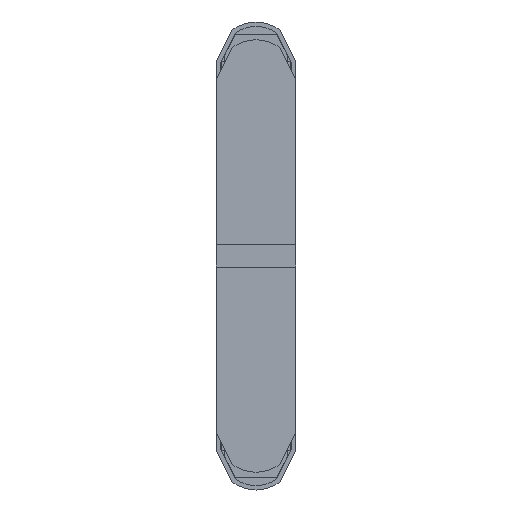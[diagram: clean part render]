
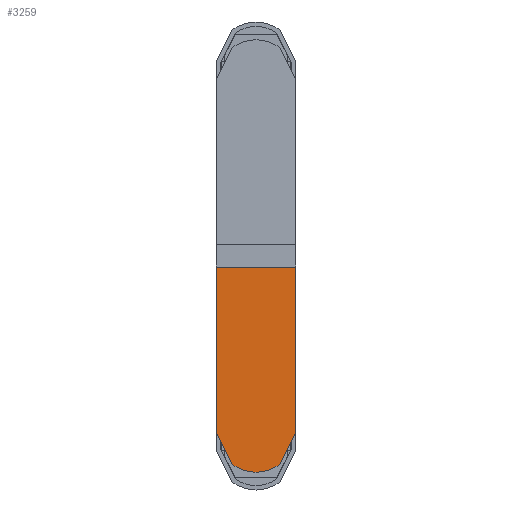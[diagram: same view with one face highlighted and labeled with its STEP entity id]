
A CAD part, front view. The second image highlights one B-rep face of the part: STEP entity #3259.
In plain terms, the highlighted planar face has unit normal (0, -1, 0).
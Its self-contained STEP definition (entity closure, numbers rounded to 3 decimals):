
#96 = LINE ( 'NONE', #3956, #4582 ) ;
#252 = CARTESIAN_POINT ( 'NONE',  ( 10.996, 0., -88.751 ) ) ;
#284 = CARTESIAN_POINT ( 'NONE',  ( 0., 0., -74.5 ) ) ;
#421 = CARTESIAN_POINT ( 'NONE',  ( 17.825, 0., 0. ) ) ;
#525 = VECTOR ( 'NONE', #3747, 1000. ) ;
#532 = LINE ( 'NONE', #2442, #4362 ) ;
#600 = DIRECTION ( 'NONE',  ( 0., 1., 0. ) ) ;
#680 = AXIS2_PLACEMENT_3D ( 'NONE', #4151, #4136, #1449 ) ;
#756 = LINE ( 'NONE', #4508, #525 ) ;
#815 = EDGE_CURVE ( 'NONE', #4388, #3057, #4600, .T. ) ;
#834 = EDGE_CURVE ( 'NONE', #3312, #2396, #532, .T. ) ;
#866 = CARTESIAN_POINT ( 'NONE',  ( -10.996, 0., -88.751 ) ) ;
#875 = ORIENTED_EDGE ( 'NONE', *, *, #815, .F. ) ;
#960 = CARTESIAN_POINT ( 'NONE',  ( -17.825, 0., -74.75 ) ) ;
#1153 = CARTESIAN_POINT ( 'NONE',  ( 17.825, 0., 0. ) ) ;
#1295 = VERTEX_POINT ( 'NONE', #866 ) ;
#1296 = FACE_OUTER_BOUND ( 'NONE', #2446, .T. ) ;
#1318 = DIRECTION ( 'NONE',  ( -0.438, 0., -0.899 ) ) ;
#1398 = PLANE ( 'NONE',  #680 ) ;
#1431 = VECTOR ( 'NONE', #4379, 1000. ) ;
#1443 = ORIENTED_EDGE ( 'NONE', *, *, #1764, .F. ) ;
#1449 = DIRECTION ( 'NONE',  ( 0., 0., 1. ) ) ;
#1597 = EDGE_CURVE ( 'NONE', #2357, #1295, #2382, .T. ) ;
#1650 = DIRECTION ( 'NONE',  ( 1., 0., 0. ) ) ;
#1750 = CARTESIAN_POINT ( 'NONE',  ( 0., 0., -92.5 ) ) ;
#1764 = EDGE_CURVE ( 'NONE', #3550, #3312, #4082, .T. ) ;
#1794 = CARTESIAN_POINT ( 'NONE',  ( 17.825, 0., -74.75 ) ) ;
#1874 = DIRECTION ( 'NONE',  ( 0., 0., 1. ) ) ;
#2036 = EDGE_CURVE ( 'NONE', #2396, #2357, #2312, .T. ) ;
#2051 = CARTESIAN_POINT ( 'NONE',  ( -17.825, 0., 0. ) ) ;
#2098 = AXIS2_PLACEMENT_3D ( 'NONE', #284, #2960, #3346 ) ;
#2199 = VECTOR ( 'NONE', #4614, 1000. ) ;
#2204 = ORIENTED_EDGE ( 'NONE', *, *, #2036, .F. ) ;
#2215 = ORIENTED_EDGE ( 'NONE', *, *, #1597, .F. ) ;
#2254 = AXIS2_PLACEMENT_3D ( 'NONE', #2948, #600, #1874 ) ;
#2312 = CIRCLE ( 'NONE', #2254, 18. ) ;
#2357 = VERTEX_POINT ( 'NONE', #1750 ) ;
#2382 = CIRCLE ( 'NONE', #2098, 18. ) ;
#2396 = VERTEX_POINT ( 'NONE', #252 ) ;
#2442 = CARTESIAN_POINT ( 'NONE',  ( 17.825, 0., -74.75 ) ) ;
#2446 = EDGE_LOOP ( 'NONE', ( #1443, #3765, #875, #3430, #2215, #2204, #2807 ) ) ;
#2807 = ORIENTED_EDGE ( 'NONE', *, *, #834, .F. ) ;
#2891 = EDGE_CURVE ( 'NONE', #1295, #4388, #756, .T. ) ;
#2948 = CARTESIAN_POINT ( 'NONE',  ( 0., 0., -74.5 ) ) ;
#2960 = DIRECTION ( 'NONE',  ( 0., 1., 0. ) ) ;
#3057 = VERTEX_POINT ( 'NONE', #3502 ) ;
#3259 = ADVANCED_FACE ( 'NONE', ( #1296 ), #1398, .F. ) ;
#3312 = VERTEX_POINT ( 'NONE', #1794 ) ;
#3346 = DIRECTION ( 'NONE',  ( 0., 0., 1. ) ) ;
#3430 = ORIENTED_EDGE ( 'NONE', *, *, #2891, .F. ) ;
#3502 = CARTESIAN_POINT ( 'NONE',  ( -17.825, 0., 0. ) ) ;
#3505 = EDGE_CURVE ( 'NONE', #3057, #3550, #96, .T. ) ;
#3550 = VERTEX_POINT ( 'NONE', #421 ) ;
#3747 = DIRECTION ( 'NONE',  ( -0.438, 0., 0.899 ) ) ;
#3765 = ORIENTED_EDGE ( 'NONE', *, *, #3505, .F. ) ;
#3956 = CARTESIAN_POINT ( 'NONE',  ( -17.825, 0., 0. ) ) ;
#4082 = LINE ( 'NONE', #1153, #2199 ) ;
#4136 = DIRECTION ( 'NONE',  ( 0., 1., 0. ) ) ;
#4151 = CARTESIAN_POINT ( 'NONE',  ( 0., 0., -74.5 ) ) ;
#4362 = VECTOR ( 'NONE', #1318, 1000. ) ;
#4379 = DIRECTION ( 'NONE',  ( 0., 0., 1. ) ) ;
#4388 = VERTEX_POINT ( 'NONE', #960 ) ;
#4508 = CARTESIAN_POINT ( 'NONE',  ( -17.825, 0., -74.75 ) ) ;
#4582 = VECTOR ( 'NONE', #1650, 1000. ) ;
#4600 = LINE ( 'NONE', #2051, #1431 ) ;
#4614 = DIRECTION ( 'NONE',  ( 0., 0., -1. ) ) ;
